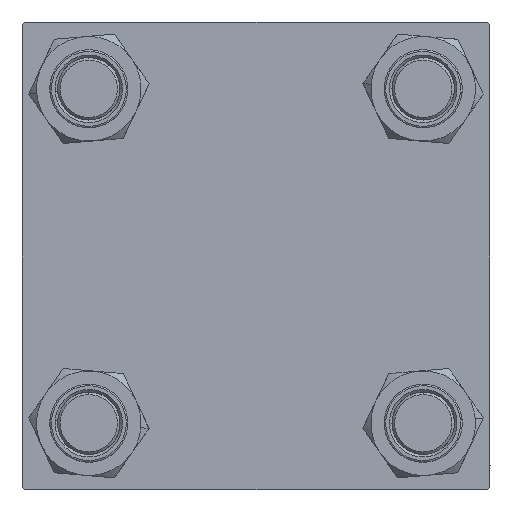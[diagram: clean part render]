
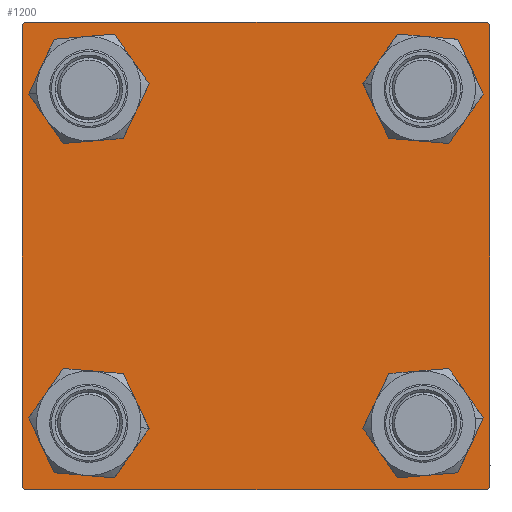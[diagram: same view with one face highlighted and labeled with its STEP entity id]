
A CAD part, left-side view. The second image highlights one B-rep face of the part: STEP entity #1200.
In plain terms, the highlighted planar face has unit normal (-1, 0, 0).
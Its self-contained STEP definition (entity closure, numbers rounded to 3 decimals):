
#59 = EDGE_CURVE ( 'NONE', #16558, #19844, #8901, .T. ) ;
#1099 = VERTEX_POINT ( 'NONE', #25300 ) ;
#1200 = ADVANCED_FACE ( 'NONE', ( #48211, #5161, #48491, #49049, #53082 ), #13805, .T. ) ;
#1270 = CARTESIAN_POINT ( 'NONE',  ( 0., -32.15, 25.65 ) ) ;
#1650 = VERTEX_POINT ( 'NONE', #48013 ) ;
#1723 = ORIENTED_EDGE ( 'NONE', *, *, #45860, .T. ) ;
#1752 = CIRCLE ( 'NONE', #4517, 6.5 ) ;
#1808 = EDGE_CURVE ( 'NONE', #15308, #19580, #27321, .T. ) ;
#2243 = EDGE_LOOP ( 'NONE', ( #6746, #26185 ) ) ;
#2282 = EDGE_LOOP ( 'NONE', ( #6501, #16342 ) ) ;
#4234 = CARTESIAN_POINT ( 'NONE',  ( 0., 45., 44.5 ) ) ;
#4517 = AXIS2_PLACEMENT_3D ( 'NONE', #7501, #47356, #37920 ) ;
#4682 = DIRECTION ( 'NONE',  ( 1., 0., 0. ) ) ;
#5161 = FACE_BOUND ( 'NONE', #30514, .T. ) ;
#5259 = DIRECTION ( 'NONE',  ( 0., -1., 0. ) ) ;
#5311 = DIRECTION ( 'NONE',  ( 0., 0., 1. ) ) ;
#5454 = CARTESIAN_POINT ( 'NONE',  ( 0., 0., 0. ) ) ;
#5760 = CARTESIAN_POINT ( 'NONE',  ( 0., -32.15, -32.15 ) ) ;
#6081 = EDGE_CURVE ( 'NONE', #16943, #34540, #43908, .T. ) ;
#6211 = CIRCLE ( 'NONE', #53834, 6.5 ) ;
#6398 = VERTEX_POINT ( 'NONE', #36813 ) ;
#6450 = CARTESIAN_POINT ( 'NONE',  ( 0., -45., 45. ) ) ;
#6501 = ORIENTED_EDGE ( 'NONE', *, *, #40869, .T. ) ;
#6592 = VECTOR ( 'NONE', #23961, 1000. ) ;
#6746 = ORIENTED_EDGE ( 'NONE', *, *, #40022, .T. ) ;
#7467 = CARTESIAN_POINT ( 'NONE',  ( 0., 44.75, 44.75 ) ) ;
#7501 = CARTESIAN_POINT ( 'NONE',  ( 0., 32.15, -32.15 ) ) ;
#7781 = VECTOR ( 'NONE', #51880, 1000. ) ;
#7861 = ORIENTED_EDGE ( 'NONE', *, *, #11719, .T. ) ;
#8461 = LINE ( 'NONE', #20063, #31224 ) ;
#8803 = EDGE_CURVE ( 'NONE', #12083, #46450, #45753, .T. ) ;
#8901 = LINE ( 'NONE', #35291, #51980 ) ;
#9742 = VERTEX_POINT ( 'NONE', #51751 ) ;
#10267 = ORIENTED_EDGE ( 'NONE', *, *, #55817, .F. ) ;
#10428 = DIRECTION ( 'NONE',  ( 0., 0., 1. ) ) ;
#10972 = CARTESIAN_POINT ( 'NONE',  ( 0., -32.15, -25.65 ) ) ;
#10984 = AXIS2_PLACEMENT_3D ( 'NONE', #50224, #50505, #53965 ) ;
#11719 = EDGE_CURVE ( 'NONE', #1099, #32427, #46913, .T. ) ;
#12083 = VERTEX_POINT ( 'NONE', #31975 ) ;
#12597 = CARTESIAN_POINT ( 'NONE',  ( 0., 45., 45. ) ) ;
#13333 = LINE ( 'NONE', #44275, #46322 ) ;
#13805 = PLANE ( 'NONE',  #38275 ) ;
#14595 = CARTESIAN_POINT ( 'NONE',  ( 0., 32.15, 25.65 ) ) ;
#14807 = DIRECTION ( 'NONE',  ( 1., 0., 0. ) ) ;
#15059 = DIRECTION ( 'NONE',  ( 1., 0., 0. ) ) ;
#15308 = VERTEX_POINT ( 'NONE', #35196 ) ;
#15571 = CIRCLE ( 'NONE', #10984, 6.5 ) ;
#16342 = ORIENTED_EDGE ( 'NONE', *, *, #23244, .T. ) ;
#16558 = VERTEX_POINT ( 'NONE', #45144 ) ;
#16943 = VERTEX_POINT ( 'NONE', #41726 ) ;
#17291 = CARTESIAN_POINT ( 'NONE',  ( 0., -44.75, 44.75 ) ) ;
#17939 = AXIS2_PLACEMENT_3D ( 'NONE', #37130, #15059, #19360 ) ;
#19360 = DIRECTION ( 'NONE',  ( 0., 0., 1. ) ) ;
#19447 = ORIENTED_EDGE ( 'NONE', *, *, #59, .T. ) ;
#19580 = VERTEX_POINT ( 'NONE', #25071 ) ;
#19844 = VERTEX_POINT ( 'NONE', #41238 ) ;
#20063 = CARTESIAN_POINT ( 'NONE',  ( 0., -44.75, -44.75 ) ) ;
#20153 = AXIS2_PLACEMENT_3D ( 'NONE', #54091, #14807, #5311 ) ;
#20715 = VECTOR ( 'NONE', #28784, 1000. ) ;
#20801 = EDGE_CURVE ( 'NONE', #47556, #1650, #43836, .T. ) ;
#21814 = CARTESIAN_POINT ( 'NONE',  ( 0., -32.15, -32.15 ) ) ;
#23244 = EDGE_CURVE ( 'NONE', #23972, #6398, #39918, .T. ) ;
#23277 = DIRECTION ( 'NONE',  ( 0., 0., 1. ) ) ;
#23452 = ORIENTED_EDGE ( 'NONE', *, *, #20801, .T. ) ;
#23715 = DIRECTION ( 'NONE',  ( 0., 0., 1. ) ) ;
#23857 = DIRECTION ( 'NONE',  ( 1., 0., 0. ) ) ;
#23961 = DIRECTION ( 'NONE',  ( 0., 0., -1. ) ) ;
#23972 = VERTEX_POINT ( 'NONE', #1270 ) ;
#24785 = LINE ( 'NONE', #38813, #20715 ) ;
#25071 = CARTESIAN_POINT ( 'NONE',  ( 0., 32.15, -25.65 ) ) ;
#25300 = CARTESIAN_POINT ( 'NONE',  ( 0., -32.15, -38.65 ) ) ;
#25535 = DIRECTION ( 'NONE',  ( 0., 0.707, -0.707 ) ) ;
#25630 = CIRCLE ( 'NONE', #51256, 6.5 ) ;
#26185 = ORIENTED_EDGE ( 'NONE', *, *, #1808, .T. ) ;
#26768 = CARTESIAN_POINT ( 'NONE',  ( 0., 32.15, -32.15 ) ) ;
#27321 = CIRCLE ( 'NONE', #56662, 6.5 ) ;
#28784 = DIRECTION ( 'NONE',  ( 0., -0.707, -0.707 ) ) ;
#28969 = DIRECTION ( 'NONE',  ( 0., 0., 1. ) ) ;
#30514 = EDGE_LOOP ( 'NONE', ( #35503, #7861 ) ) ;
#31224 = VECTOR ( 'NONE', #37552, 1000. ) ;
#31975 = CARTESIAN_POINT ( 'NONE',  ( 0., -45., 44.5 ) ) ;
#32427 = VERTEX_POINT ( 'NONE', #10972 ) ;
#32575 = ORIENTED_EDGE ( 'NONE', *, *, #6081, .T. ) ;
#33146 = CARTESIAN_POINT ( 'NONE',  ( 0., -44.5, 45. ) ) ;
#34540 = VERTEX_POINT ( 'NONE', #14595 ) ;
#35167 = ORIENTED_EDGE ( 'NONE', *, *, #41390, .T. ) ;
#35196 = CARTESIAN_POINT ( 'NONE',  ( 0., 32.15, -38.65 ) ) ;
#35291 = CARTESIAN_POINT ( 'NONE',  ( 0., 45., -45. ) ) ;
#35347 = LINE ( 'NONE', #17291, #52717 ) ;
#35363 = EDGE_CURVE ( 'NONE', #32427, #1099, #6211, .T. ) ;
#35490 = EDGE_CURVE ( 'NONE', #9742, #47556, #47316, .T. ) ;
#35503 = ORIENTED_EDGE ( 'NONE', *, *, #35363, .T. ) ;
#36157 = DIRECTION ( 'NONE',  ( 0., 0., 1. ) ) ;
#36813 = CARTESIAN_POINT ( 'NONE',  ( 0., -32.15, 38.65 ) ) ;
#36950 = ORIENTED_EDGE ( 'NONE', *, *, #56022, .T. ) ;
#37130 = CARTESIAN_POINT ( 'NONE',  ( 0., -32.15, 32.15 ) ) ;
#37552 = DIRECTION ( 'NONE',  ( 0., -0.707, 0.707 ) ) ;
#37920 = DIRECTION ( 'NONE',  ( 0., 0., 1. ) ) ;
#38275 = AXIS2_PLACEMENT_3D ( 'NONE', #5454, #53358, #36157 ) ;
#38813 = CARTESIAN_POINT ( 'NONE',  ( 0., 44.75, -44.75 ) ) ;
#39295 = DIRECTION ( 'NONE',  ( 1., 0., 0. ) ) ;
#39918 = CIRCLE ( 'NONE', #17939, 6.5 ) ;
#40022 = EDGE_CURVE ( 'NONE', #19580, #15308, #1752, .T. ) ;
#40628 = CARTESIAN_POINT ( 'NONE',  ( 0., 32.15, 32.15 ) ) ;
#40869 = EDGE_CURVE ( 'NONE', #6398, #23972, #15571, .T. ) ;
#41238 = CARTESIAN_POINT ( 'NONE',  ( 0., -44.5, -45. ) ) ;
#41390 = EDGE_CURVE ( 'NONE', #34540, #16943, #25630, .T. ) ;
#41726 = CARTESIAN_POINT ( 'NONE',  ( 0., 32.15, 38.65 ) ) ;
#43043 = DIRECTION ( 'NONE',  ( 0., -1., 0. ) ) ;
#43189 = ORIENTED_EDGE ( 'NONE', *, *, #47351, .T. ) ;
#43836 = LINE ( 'NONE', #12597, #7781 ) ;
#43908 = CIRCLE ( 'NONE', #20153, 6.5 ) ;
#44275 = CARTESIAN_POINT ( 'NONE',  ( 0., 45., 45. ) ) ;
#45144 = CARTESIAN_POINT ( 'NONE',  ( 0., 44.5, -45. ) ) ;
#45753 = LINE ( 'NONE', #6450, #6592 ) ;
#45860 = EDGE_CURVE ( 'NONE', #19844, #46450, #8461, .T. ) ;
#46322 = VECTOR ( 'NONE', #5259, 1000. ) ;
#46450 = VERTEX_POINT ( 'NONE', #55683 ) ;
#46886 = ORIENTED_EDGE ( 'NONE', *, *, #8803, .F. ) ;
#46913 = CIRCLE ( 'NONE', #54390, 6.5 ) ;
#47147 = EDGE_LOOP ( 'NONE', ( #23452, #43189, #19447, #1723, #46886, #36950, #10267, #54040 ) ) ;
#47316 = LINE ( 'NONE', #7467, #50200 ) ;
#47351 = EDGE_CURVE ( 'NONE', #1650, #16558, #24785, .T. ) ;
#47356 = DIRECTION ( 'NONE',  ( 1., 0., 0. ) ) ;
#47556 = VERTEX_POINT ( 'NONE', #4234 ) ;
#48013 = CARTESIAN_POINT ( 'NONE',  ( 0., 45., -44.5 ) ) ;
#48211 = FACE_BOUND ( 'NONE', #2282, .T. ) ;
#48491 = FACE_BOUND ( 'NONE', #2243, .T. ) ;
#49049 = FACE_BOUND ( 'NONE', #53311, .T. ) ;
#50200 = VECTOR ( 'NONE', #25535, 1000. ) ;
#50224 = CARTESIAN_POINT ( 'NONE',  ( 0., -32.15, 32.15 ) ) ;
#50505 = DIRECTION ( 'NONE',  ( 1., 0., 0. ) ) ;
#51256 = AXIS2_PLACEMENT_3D ( 'NONE', #40628, #54685, #23715 ) ;
#51751 = CARTESIAN_POINT ( 'NONE',  ( 0., 44.5, 45. ) ) ;
#51880 = DIRECTION ( 'NONE',  ( 0., 0., -1. ) ) ;
#51980 = VECTOR ( 'NONE', #43043, 1000. ) ;
#52047 = VERTEX_POINT ( 'NONE', #33146 ) ;
#52717 = VECTOR ( 'NONE', #52829, 1000. ) ;
#52829 = DIRECTION ( 'NONE',  ( 0., 0.707, 0.707 ) ) ;
#53082 = FACE_OUTER_BOUND ( 'NONE', #47147, .T. ) ;
#53311 = EDGE_LOOP ( 'NONE', ( #32575, #35167 ) ) ;
#53358 = DIRECTION ( 'NONE',  ( -1., 0., 0. ) ) ;
#53834 = AXIS2_PLACEMENT_3D ( 'NONE', #5760, #23857, #23277 ) ;
#53965 = DIRECTION ( 'NONE',  ( 0., 0., 1. ) ) ;
#54040 = ORIENTED_EDGE ( 'NONE', *, *, #35490, .T. ) ;
#54091 = CARTESIAN_POINT ( 'NONE',  ( 0., 32.15, 32.15 ) ) ;
#54390 = AXIS2_PLACEMENT_3D ( 'NONE', #21814, #39295, #28969 ) ;
#54685 = DIRECTION ( 'NONE',  ( 1., 0., 0. ) ) ;
#55683 = CARTESIAN_POINT ( 'NONE',  ( 0., -45., -44.5 ) ) ;
#55817 = EDGE_CURVE ( 'NONE', #9742, #52047, #13333, .T. ) ;
#56022 = EDGE_CURVE ( 'NONE', #12083, #52047, #35347, .T. ) ;
#56662 = AXIS2_PLACEMENT_3D ( 'NONE', #26768, #4682, #10428 ) ;
